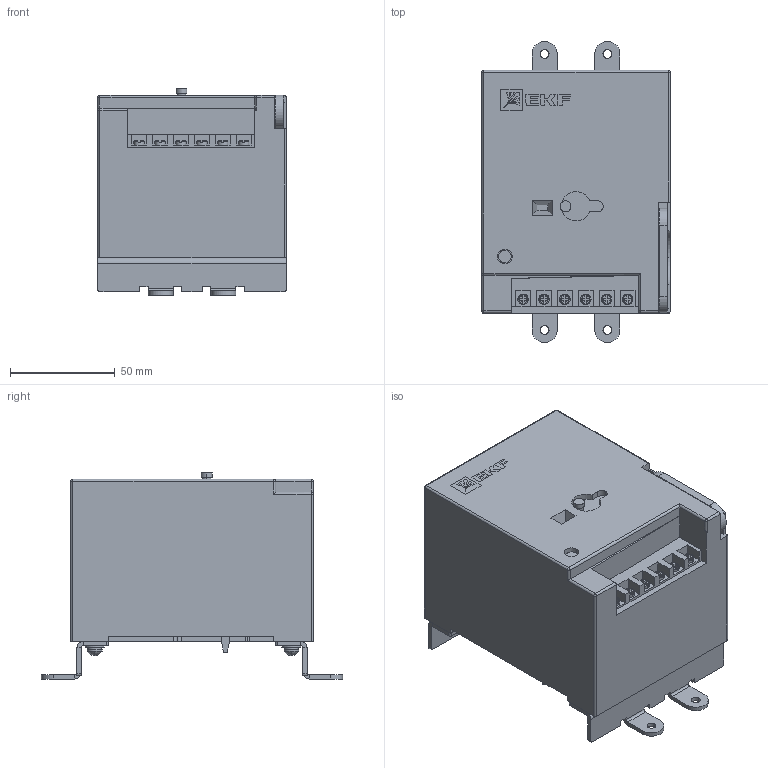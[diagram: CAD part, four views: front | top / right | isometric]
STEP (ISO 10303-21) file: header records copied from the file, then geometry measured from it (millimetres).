
FILE_DESCRIPTION (( 'STEP AP214' ), '1' );
FILE_NAME ('mccb-1-CD2-ETU-av AV POWER-1 Ýëåêòðîïðèâîä CD2 äëÿ ETU.STEP', '2020-03-20T10:37:50', ( '' ), ( '' ), 'SwSTEP 2.0', 'SolidWorks 2019', '' );
FILE_SCHEMA (( 'AUTOMOTIVE_DESIGN' ));
Length unit declared in the file: millimetre
Products named in the file (7): 襟俶.745412.013 扰鍙欙樥燲00; Âèíò Ì4 ÃÎÑÒ17473-78_4å16; Ãàéêà ÃÎÑÒ 5915-70_4.6G.5; ﾘ琺矜 01.019 ﾃﾎﾑﾒ11371-78_4; mccb-1-CD2-ETU-av AV POWER-1 Ýëåêòðîïðèâîä CD2 äëÿ ETU; ﾘ琺矜 65ﾃ 019 ﾃﾎﾑﾒ 6402-70_4; Ìîòîðíûé ïðèâîä ê AV POWER-1ETU
Assembly tree (23 placements, depth 2):
  mccb-1-CD2-ETU-av AV POWER-1 Ýëåêòðîïðèâîä CD2 äëÿ ETU
    Ìîòîðíûé ïðèâîä ê AV POWER-1ETU
    襟俶.745412.013 扰鍙欙樥燲00  x2
    Âèíò Ì4 ÃÎÑÒ17473-78_4å16  x4
    ﾘ琺矜 01.019 ﾃﾎﾑﾒ11371-78_4  x8
    ﾘ琺矜 65ﾃ 019 ﾃﾎﾑﾒ 6402-70_4  x4
    Ãàéêà ÃÎÑÒ 5915-70_4.6G.5  x4
Bounding box: 90 x 144 x 98.5 mm (x, y, z)
Volume: 782841.4 mm3; surface area: 74468.9 mm2
Topology: 25 solids, 25 shells, 592 faces, 1496 edges, 979 vertices
Faces by surface type: plane 341, cylinder 180, cone 40, torus 18, sphere 13
Entity records: 12722 total; most frequent: CARTESIAN_POINT 2558, ORIENTED_EDGE 2022, DIRECTION 2004, EDGE_CURVE 1011, VERTEX_POINT 679, AXIS2_PLACEMENT_3D 677, LINE 650, VECTOR 650
